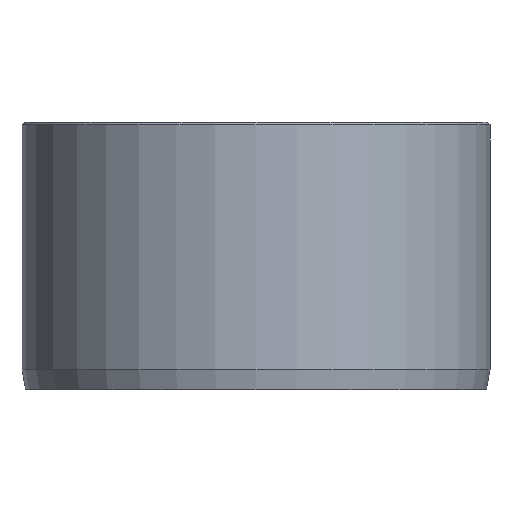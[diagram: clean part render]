
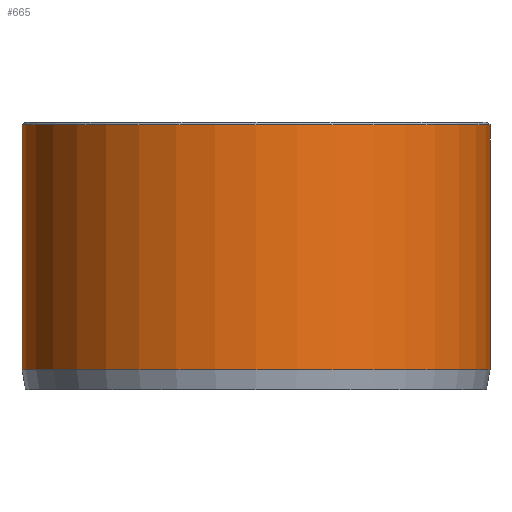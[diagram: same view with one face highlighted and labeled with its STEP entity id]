
A CAD part, front view. The second image highlights one B-rep face of the part: STEP entity #665.
In plain terms, the highlighted cylindrical face has radius 17.5 mm (diameter 35 mm), a partial arc.
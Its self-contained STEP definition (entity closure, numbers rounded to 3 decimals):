
#34 = CARTESIAN_POINT ( 'NONE',  ( 0., 0., 20. ) ) ;
#41 = CARTESIAN_POINT ( 'NONE',  ( 17.5, 0., 20. ) ) ;
#75 = CIRCLE ( 'NONE', #288, 17.5 ) ;
#83 = DIRECTION ( 'NONE',  ( 0., 0., -1. ) ) ;
#137 = FACE_OUTER_BOUND ( 'NONE', #703, .T. ) ;
#145 = EDGE_CURVE ( 'NONE', #1165, #1136, #75, .T. ) ;
#187 = DIRECTION ( 'NONE',  ( 0., 0., 1. ) ) ;
#193 = CARTESIAN_POINT ( 'NONE',  ( 0., 0., 19.8 ) ) ;
#195 = VERTEX_POINT ( 'NONE', #671 ) ;
#206 = DIRECTION ( 'NONE',  ( 1., 0., 0. ) ) ;
#215 = LINE ( 'NONE', #988, #1231 ) ;
#277 = CIRCLE ( 'NONE', #541, 17.5 ) ;
#288 = AXIS2_PLACEMENT_3D ( 'NONE', #679, #187, #206 ) ;
#302 = DIRECTION ( 'NONE',  ( 1., 0., 0. ) ) ;
#338 = ORIENTED_EDGE ( 'NONE', *, *, #1139, .T. ) ;
#459 = VERTEX_POINT ( 'NONE', #1061 ) ;
#541 = AXIS2_PLACEMENT_3D ( 'NONE', #193, #889, #302 ) ;
#631 = DIRECTION ( 'NONE',  ( 0., 0., -1. ) ) ;
#634 = DIRECTION ( 'NONE',  ( 0., 0., -1. ) ) ;
#636 = CYLINDRICAL_SURFACE ( 'NONE', #850, 17.5 ) ;
#637 = DIRECTION ( 'NONE',  ( -1., 0., 0. ) ) ;
#665 = ADVANCED_FACE ( 'NONE', ( #137 ), #636, .T. ) ;
#671 = CARTESIAN_POINT ( 'NONE',  ( -17.5, 0., 19.8 ) ) ;
#679 = CARTESIAN_POINT ( 'NONE',  ( 0., 0., 1.5 ) ) ;
#687 = CARTESIAN_POINT ( 'NONE',  ( -17.5, 0., 1.5 ) ) ;
#703 = EDGE_LOOP ( 'NONE', ( #1109, #901, #338, #768 ) ) ;
#711 = VECTOR ( 'NONE', #634, 1000. ) ;
#768 = ORIENTED_EDGE ( 'NONE', *, *, #145, .T. ) ;
#850 = AXIS2_PLACEMENT_3D ( 'NONE', #34, #631, #637 ) ;
#889 = DIRECTION ( 'NONE',  ( 0., 0., -1. ) ) ;
#901 = ORIENTED_EDGE ( 'NONE', *, *, #1116, .T. ) ;
#935 = EDGE_CURVE ( 'NONE', #459, #1136, #989, .T. ) ;
#988 = CARTESIAN_POINT ( 'NONE',  ( -17.5, 0., 20. ) ) ;
#989 = LINE ( 'NONE', #41, #711 ) ;
#1061 = CARTESIAN_POINT ( 'NONE',  ( 17.5, 0., 19.8 ) ) ;
#1109 = ORIENTED_EDGE ( 'NONE', *, *, #935, .F. ) ;
#1116 = EDGE_CURVE ( 'NONE', #459, #195, #277, .T. ) ;
#1136 = VERTEX_POINT ( 'NONE', #1276 ) ;
#1139 = EDGE_CURVE ( 'NONE', #195, #1165, #215, .T. ) ;
#1165 = VERTEX_POINT ( 'NONE', #687 ) ;
#1231 = VECTOR ( 'NONE', #83, 1000. ) ;
#1276 = CARTESIAN_POINT ( 'NONE',  ( 17.5, 0., 1.5 ) ) ;
